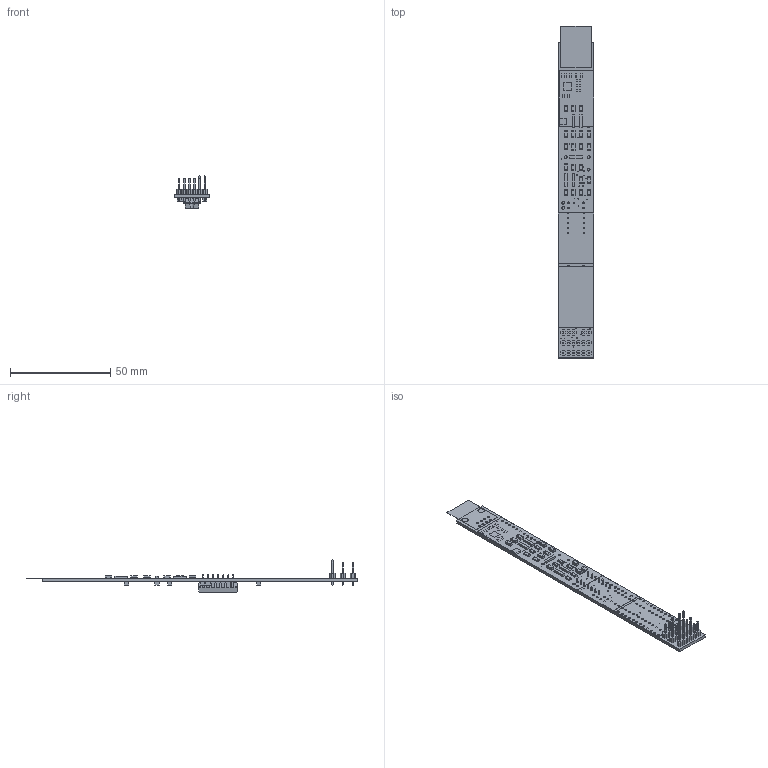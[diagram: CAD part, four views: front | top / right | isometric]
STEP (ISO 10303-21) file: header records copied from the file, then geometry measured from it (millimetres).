
FILE_DESCRIPTION(/* description */ (''),/* implementation_level */ '2;1');
FILE_NAME(/* name */ '67dc362d-433b-483a-9cb4-f7c15272467d.stp',/* time_stamp */ '2020-01-07T19:11:23+00:00',/* author */ (''),/* organization */ (''),/* preprocessor_version */ 'ST-DEVELOPER v18',/* originating_system */ 'Autodesk Translation Framework v8.12.0.6',/* authorisation */ '');
FILE_SCHEMA (('AUTOMOTIVE_DESIGN { 1 0 10303 214 3 1 1 }'));
Length unit declared in the file: millimetre
Products named in the file (21): 67dc362d-433b-483a-9cb4-f7c15272467d; PCB Component; Board; ADS1115; CD4051BE; TCA9548A; SENSOR4; POWER; 4.7K; 1uF; TL074P; PTR1PAD1-13; 1N4001; TPS60400DBVR; PCA9615; 4.7k_1; 1.0uF; RJ45; OPENS-LOGO; DS3502; MCP23008
Assembly tree (61 placements, depth 3):
  67dc362d-433b-483a-9cb4-f7c15272467d
    PCB Component
      Board
      ADS1115
      CD4051BE
      TCA9548A
      SENSOR4  x5
      POWER
      4.7K  x11
      1uF  x9
      TL074P
      PTR1PAD1-13  x8
      1N4001  x5
      TPS60400DBVR
      PCA9615
      4.7k_1  x8
      1.0uF  x2
      RJ45
      OPENS-LOGO
      DS3502
      MCP23008
Bounding box: 17.78 x 165.74 x 16.24 mm (x, y, z)
Volume: 5627 mm3; surface area: 13859.5 mm2
Topology: 60 solids, 60 shells, 1323 faces, 3304 edges, 2136 vertices
Faces by surface type: plane 1114, cylinder 209
Full cylindrical faces by diameter (mm): 0.254 x41, 0.35 x29, 0.762 x1, 0.813 x24, 1 x86, 1.016 x17, 1.321 x8, 3.2 x2
Entity records: 22373 total; most frequent: DIRECTION 3598, CARTESIAN_POINT 3547, ORIENTED_EDGE 3416, EDGE_CURVE 1708, LINE 1288, VECTOR 1288, AXIS2_PLACEMENT_3D 1155, VERTEX_POINT 1104
